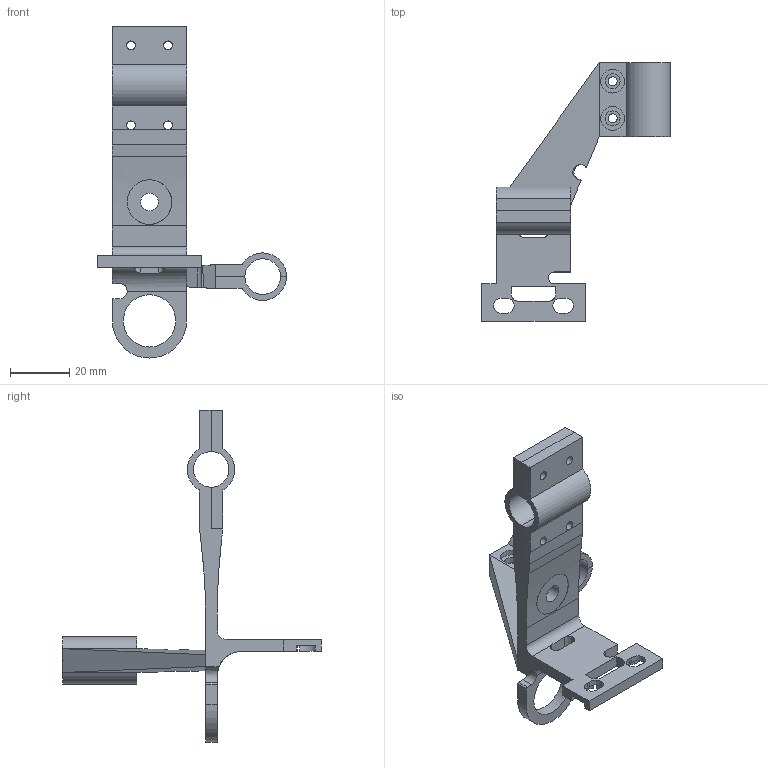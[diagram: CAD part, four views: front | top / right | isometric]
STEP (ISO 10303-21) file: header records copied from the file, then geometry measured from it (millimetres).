
FILE_DESCRIPTION(/* description */ (''),/* implementation_level */ '2;1');
FILE_NAME(/* name */ 'Trombone Mount V1 v15.step',/* time_stamp */ '2022-11-28T08:56:42-05:00',/* author */ (''),/* organization */ (''),/* preprocessor_version */ 'ST-DEVELOPER v19.2',/* originating_system */ 'Autodesk Translation Framework v11.17.0.187',/* authorisation */ '');
FILE_SCHEMA (('AUTOMOTIVE_DESIGN { 1 0 10303 214 3 1 1 }'));
Length unit declared in the file: millimetre
Products named in the file (1): Trombone Mount V1
Bounding box: 63.62 x 87.13 x 111.78 mm (x, y, z)
Volume: 24551 mm3; surface area: 17545.5 mm2
Topology: 3 solids, 3 shells, 135 faces, 374 edges, 249 vertices
Faces by surface type: plane 73, cylinder 56, bspline 6
Full cylindrical faces by diameter (mm): 3 x6, 5 x6, 6 x1, 8 x6, 15 x2, 17.6 x1
Entity records: 5004 total; most frequent: CARTESIAN_POINT 1406, ORIENTED_EDGE 748, DIRECTION 717, EDGE_CURVE 374, VERTEX_POINT 249, AXIS2_PLACEMENT_3D 247, LINE 223, VECTOR 223
